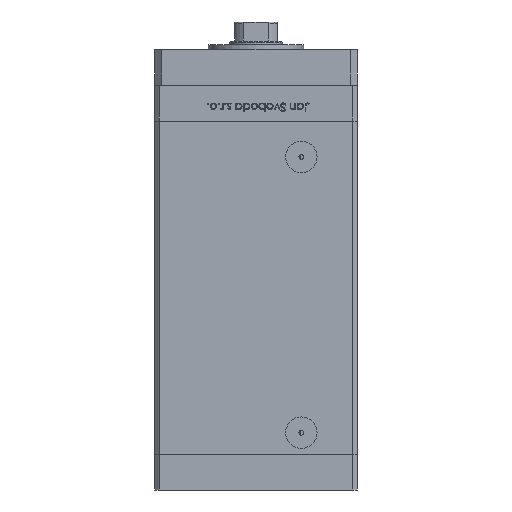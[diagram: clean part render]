
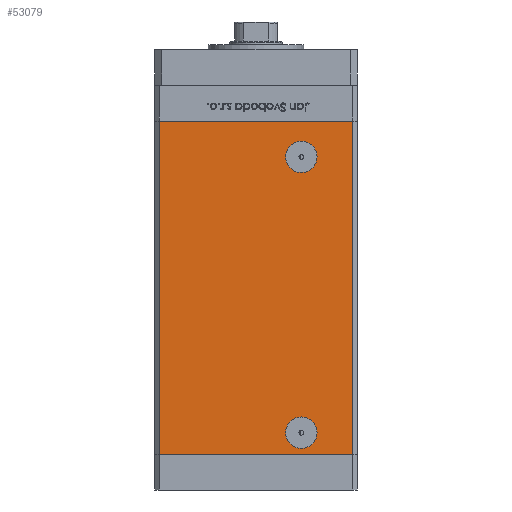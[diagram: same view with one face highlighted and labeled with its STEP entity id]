
A CAD part, front view. The second image highlights one B-rep face of the part: STEP entity #53079.
In plain terms, the highlighted planar face has unit normal (0, -1, 0).
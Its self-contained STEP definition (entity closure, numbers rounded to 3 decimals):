
#359 = ORIENTED_EDGE ( 'NONE', *, *, #26625, .T. ) ;
#950 = CARTESIAN_POINT ( 'NONE',  ( 19., -37.5, 15.58 ) ) ;
#1755 = CARTESIAN_POINT ( 'NONE',  ( -40.5, -37.5, 139.5 ) ) ;
#2106 = CIRCLE ( 'NONE', #11613, 6.58 ) ;
#2267 = DIRECTION ( 'NONE',  ( 0., 0., -1. ) ) ;
#2955 = VERTEX_POINT ( 'NONE', #20366 ) ;
#2972 = ORIENTED_EDGE ( 'NONE', *, *, #46653, .F. ) ;
#3437 = VERTEX_POINT ( 'NONE', #950 ) ;
#5987 = VECTOR ( 'NONE', #8218, 1000. ) ;
#7961 = ORIENTED_EDGE ( 'NONE', *, *, #15368, .F. ) ;
#8218 = DIRECTION ( 'NONE',  ( 0., 0., -1. ) ) ;
#9858 = EDGE_CURVE ( 'NONE', #40296, #2955, #17882, .T. ) ;
#10115 = LINE ( 'NONE', #42953, #50029 ) ;
#10249 = CIRCLE ( 'NONE', #34504, 6.58 ) ;
#11613 = AXIS2_PLACEMENT_3D ( 'NONE', #22778, #31205, #35262 ) ;
#13037 = DIRECTION ( 'NONE',  ( 0., 1., 0. ) ) ;
#13211 = VERTEX_POINT ( 'NONE', #19029 ) ;
#13601 = ORIENTED_EDGE ( 'NONE', *, *, #9858, .T. ) ;
#14391 = AXIS2_PLACEMENT_3D ( 'NONE', #29604, #13037, #33946 ) ;
#14664 = DIRECTION ( 'NONE',  ( 0., 0., -1. ) ) ;
#14718 = CARTESIAN_POINT ( 'NONE',  ( 40.5, -37.5, 139.5 ) ) ;
#15368 = EDGE_CURVE ( 'NONE', #13211, #3437, #10249, .T. ) ;
#15745 = CIRCLE ( 'NONE', #27905, 6.58 ) ;
#16296 = EDGE_LOOP ( 'NONE', ( #7961, #47240 ) ) ;
#17598 = EDGE_CURVE ( 'NONE', #42619, #18608, #21239, .T. ) ;
#17882 = CIRCLE ( 'NONE', #14391, 6.58 ) ;
#18046 = AXIS2_PLACEMENT_3D ( 'NONE', #1755, #34844, #46784 ) ;
#18290 = FACE_BOUND ( 'NONE', #16296, .T. ) ;
#18537 = CARTESIAN_POINT ( 'NONE',  ( 19., -37.5, 9. ) ) ;
#18608 = VERTEX_POINT ( 'NONE', #28279 ) ;
#19029 = CARTESIAN_POINT ( 'NONE',  ( 19., -37.5, 2.42 ) ) ;
#20366 = CARTESIAN_POINT ( 'NONE',  ( 19., -37.5, 131.08 ) ) ;
#20497 = CARTESIAN_POINT ( 'NONE',  ( 19., -37.5, 117.92 ) ) ;
#21239 = LINE ( 'NONE', #49995, #5987 ) ;
#21734 = ORIENTED_EDGE ( 'NONE', *, *, #26410, .T. ) ;
#22625 = DIRECTION ( 'NONE',  ( 0., 1., 0. ) ) ;
#22778 = CARTESIAN_POINT ( 'NONE',  ( 19., -37.5, 9. ) ) ;
#23091 = CARTESIAN_POINT ( 'NONE',  ( -40.5, -37.5, 0. ) ) ;
#26410 = EDGE_CURVE ( 'NONE', #39783, #18608, #40032, .T. ) ;
#26591 = EDGE_LOOP ( 'NONE', ( #13601, #359 ) ) ;
#26625 = EDGE_CURVE ( 'NONE', #2955, #40296, #15745, .T. ) ;
#26690 = DIRECTION ( 'NONE',  ( 1., 0., 0. ) ) ;
#26707 = CARTESIAN_POINT ( 'NONE',  ( 19., -37.5, 124.5 ) ) ;
#27182 = ORIENTED_EDGE ( 'NONE', *, *, #17598, .F. ) ;
#27843 = DIRECTION ( 'NONE',  ( 1., 0., 0. ) ) ;
#27905 = AXIS2_PLACEMENT_3D ( 'NONE', #26707, #22625, #47036 ) ;
#27948 = LINE ( 'NONE', #39341, #36642 ) ;
#28111 = CARTESIAN_POINT ( 'NONE',  ( -40.5, -37.5, 0. ) ) ;
#28279 = CARTESIAN_POINT ( 'NONE',  ( 40.5, -37.5, 0. ) ) ;
#29604 = CARTESIAN_POINT ( 'NONE',  ( 19., -37.5, 124.5 ) ) ;
#30498 = VECTOR ( 'NONE', #27843, 1000. ) ;
#31205 = DIRECTION ( 'NONE',  ( 0., -1., 0. ) ) ;
#33946 = DIRECTION ( 'NONE',  ( 0., 0., -1. ) ) ;
#34290 = EDGE_CURVE ( 'NONE', #47117, #39783, #27948, .T. ) ;
#34504 = AXIS2_PLACEMENT_3D ( 'NONE', #18537, #35098, #2267 ) ;
#34844 = DIRECTION ( 'NONE',  ( 0., 1., 0. ) ) ;
#35098 = DIRECTION ( 'NONE',  ( 0., -1., 0. ) ) ;
#35262 = DIRECTION ( 'NONE',  ( 0., 0., -1. ) ) ;
#36642 = VECTOR ( 'NONE', #14664, 1000. ) ;
#37190 = EDGE_CURVE ( 'NONE', #3437, #13211, #2106, .T. ) ;
#38095 = FACE_OUTER_BOUND ( 'NONE', #49012, .T. ) ;
#39341 = CARTESIAN_POINT ( 'NONE',  ( -40.5, -37.5, 139.5 ) ) ;
#39783 = VERTEX_POINT ( 'NONE', #23091 ) ;
#40032 = LINE ( 'NONE', #28111, #30498 ) ;
#40296 = VERTEX_POINT ( 'NONE', #20497 ) ;
#42619 = VERTEX_POINT ( 'NONE', #14718 ) ;
#42953 = CARTESIAN_POINT ( 'NONE',  ( -40.5, -37.5, 139.5 ) ) ;
#45477 = ORIENTED_EDGE ( 'NONE', *, *, #34290, .T. ) ;
#46653 = EDGE_CURVE ( 'NONE', #47117, #42619, #10115, .T. ) ;
#46784 = DIRECTION ( 'NONE',  ( 0., 0., 1. ) ) ;
#47036 = DIRECTION ( 'NONE',  ( 0., 0., -1. ) ) ;
#47117 = VERTEX_POINT ( 'NONE', #51498 ) ;
#47240 = ORIENTED_EDGE ( 'NONE', *, *, #37190, .F. ) ;
#49012 = EDGE_LOOP ( 'NONE', ( #21734, #27182, #2972, #45477 ) ) ;
#49995 = CARTESIAN_POINT ( 'NONE',  ( 40.5, -37.5, 139.5 ) ) ;
#50029 = VECTOR ( 'NONE', #26690, 1000. ) ;
#50577 = PLANE ( 'NONE',  #18046 ) ;
#51114 = FACE_BOUND ( 'NONE', #26591, .T. ) ;
#51498 = CARTESIAN_POINT ( 'NONE',  ( -40.5, -37.5, 139.5 ) ) ;
#53079 = ADVANCED_FACE ( 'NONE', ( #18290, #38095, #51114 ), #50577, .F. ) ;
